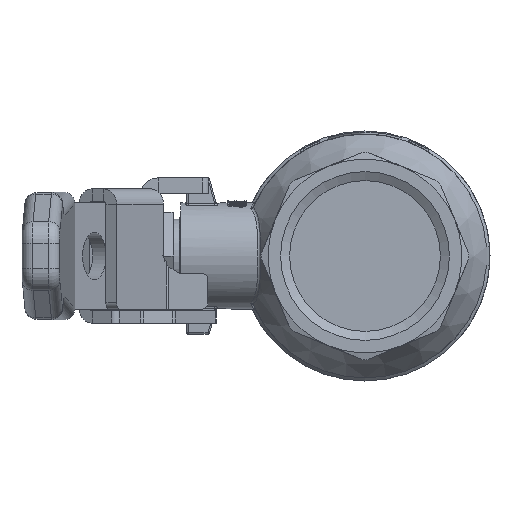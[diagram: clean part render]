
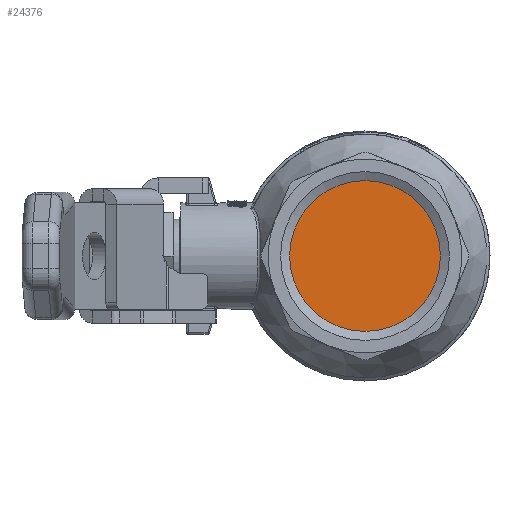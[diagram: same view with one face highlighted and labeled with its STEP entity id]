
A CAD part, left-side view. The second image highlights one B-rep face of the part: STEP entity #24376.
In plain terms, the highlighted planar face has unit normal (-1, 0, 0).
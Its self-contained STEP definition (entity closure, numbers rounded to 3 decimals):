
#2349=PLANE('',#25751);
#3615=FACE_OUTER_BOUND('',#5030,.T.);
#5030=EDGE_LOOP('',(#21329));
#9182=CIRCLE('',#25750,12.059);
#11364=VERTEX_POINT('',#47237);
#14715=EDGE_CURVE('',#11364,#11364,#9182,.T.);
#21329=ORIENTED_EDGE('',*,*,#14715,.F.);
#24376=ADVANCED_FACE('',(#3615),#2349,.F.);
#25750=AXIS2_PLACEMENT_3D('',#47239,#30232,#30233);
#25751=AXIS2_PLACEMENT_3D('',#47240,#30234,#30235);
#30232=DIRECTION('center_axis',(1.,0.,0.));
#30233=DIRECTION('ref_axis',(0.,0.,-1.));
#30234=DIRECTION('center_axis',(1.,0.,0.));
#30235=DIRECTION('ref_axis',(0.,0.,-1.));
#47237=CARTESIAN_POINT('',(-17.5,12.059,0.));
#47239=CARTESIAN_POINT('Origin',(-17.5,0.,0.));
#47240=CARTESIAN_POINT('Origin',(-17.5,-9.5,0.));
